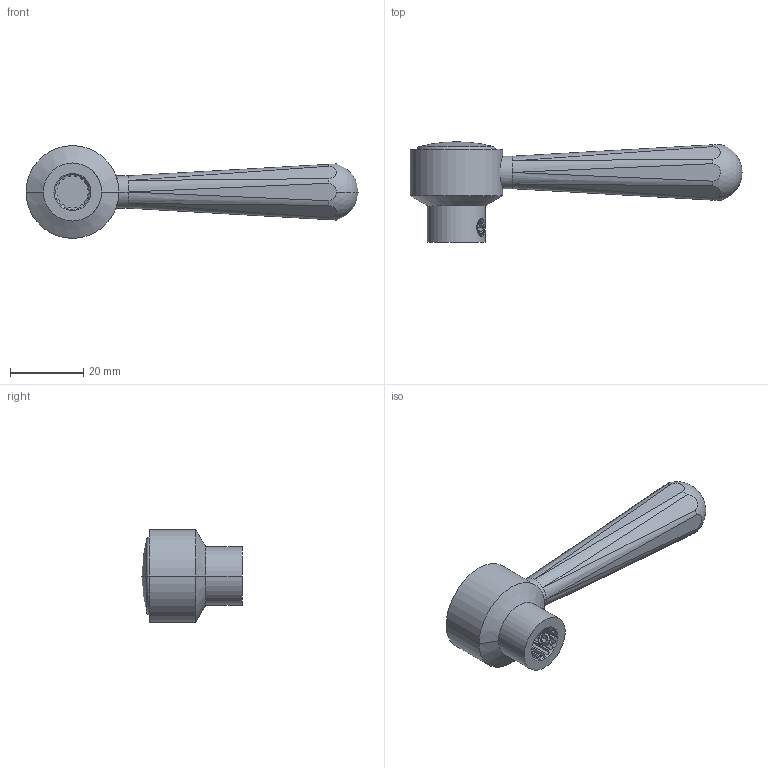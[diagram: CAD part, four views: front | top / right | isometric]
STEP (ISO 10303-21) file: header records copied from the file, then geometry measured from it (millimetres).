
FILE_DESCRIPTION((''),'2;1');
FILE_NAME('2-574_ASM','2020-01-08T09:22:35',('rsmith'),(''),'CREO PARAMETRIC BY PTC INC, 2018400','CREO PARAMETRIC BY PTC INC, 2018400','');
FILE_SCHEMA(('CONFIG_CONTROL_DESIGN'));
Length unit declared in the file: inch
Products named in the file (8): 11133; 11134; 92000; 2-444_ASM; 98036; 10181; 1-110_ASM; 2-574_ASM
Assembly tree (8 placements, depth 3):
  2-574_ASM
    2-444_ASM
      11133
      11134
      92000  x2
    1-110_ASM
      98036
      10181
Bounding box: 90.79 x 27.43 x 25.4 mm (x, y, z)
Volume: 15810.8 mm3; surface area: 12135.7 mm2
Topology: 6 solids, 10 shells, 353 faces, 973 edges, 629 vertices
Faces by surface type: cylinder 118, plane 107, bspline 84, cone 32, sphere 10, torus 2
Entity records: 20479 total; most frequent: CARTESIAN_POINT 13130, ORIENTED_EDGE 1689, DIRECTION 1190, EDGE_CURVE 856, VERTEX_POINT 557, AXIS2_PLACEMENT_3D 465, B_SPLINE_CURVE_WITH_KNOTS 397, EDGE_LOOP 327
